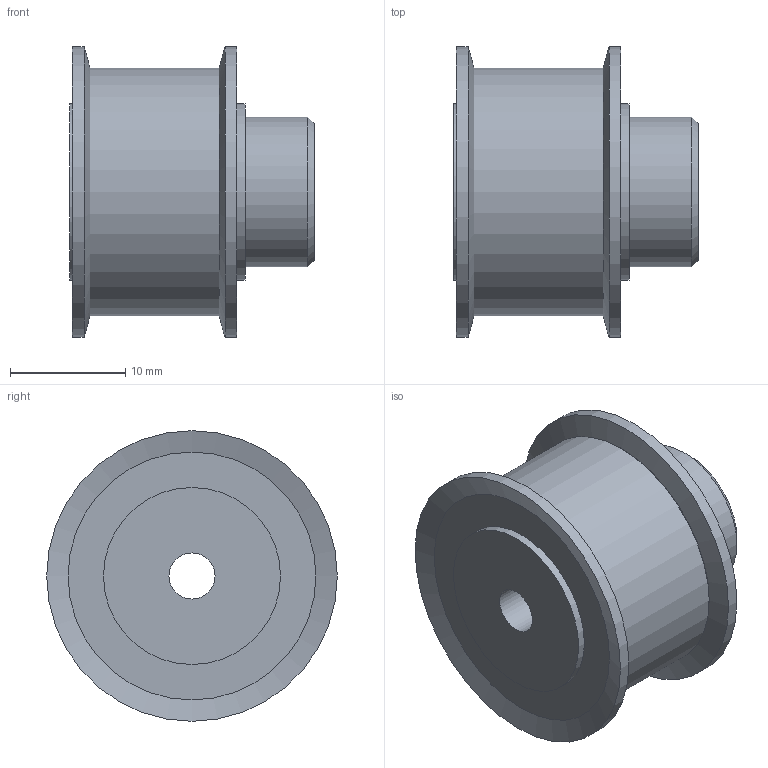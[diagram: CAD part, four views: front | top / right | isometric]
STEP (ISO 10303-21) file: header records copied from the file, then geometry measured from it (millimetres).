
FILE_DESCRIPTION(/* description */ (''),/* implementation_level */ '2;1');
FILE_NAME(/* name */ 'Zahnscheibe T5 14-2 Sahlberg v1.step',/* time_stamp */ '2020-01-23T18:51:32+01:00',/* author */ (''),/* organization */ (''),/* preprocessor_version */ 'ST-DEVELOPER v18',/* originating_system */ 'Autodesk Translation Framework v8.6.0.1094',/* authorisation */ '');
FILE_SCHEMA (('AUTOMOTIVE_DESIGN { 1 0 10303 214 3 1 1 }'));
Length unit declared in the file: millimetre
Products named in the file (1): Zahnscheibe T5 14-2 Sahlberg
Bounding box: 21.2 x 25.2 x 25.2 mm (x, y, z)
Volume: 5980.3 mm3; surface area: 2780.8 mm2
Topology: 1 solids, 1 shells, 18 faces, 46 edges, 34 vertices
Faces by surface type: plane 6, cone 6, cylinder 6
Full cylindrical faces by diameter (mm): 4 x1, 13 x1, 15.3 x1, 21.5 x1, 25.2 x2
Entity records: 621 total; most frequent: DIRECTION 118, CARTESIAN_POINT 99, ORIENTED_EDGE 92, AXIS2_PLACEMENT_3D 53, EDGE_CURVE 46, CIRCLE 34, VERTEX_POINT 34, EDGE_LOOP 24
